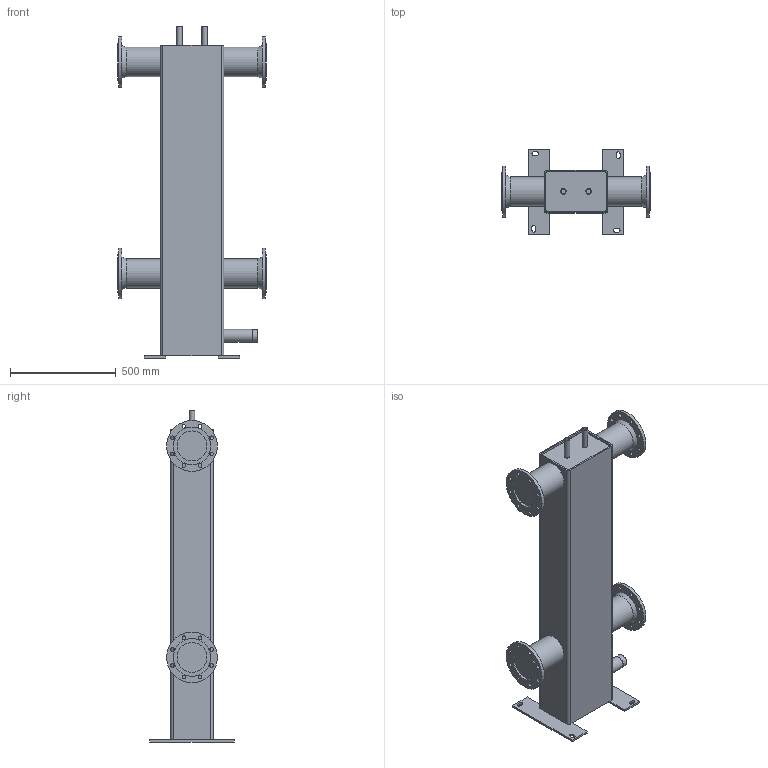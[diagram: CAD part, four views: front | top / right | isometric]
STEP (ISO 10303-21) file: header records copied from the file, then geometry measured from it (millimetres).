
FILE_DESCRIPTION(/* description */ (''),/* implementation_level */ '2;1');
FILE_NAME(/* name */ '3d_7-20-300.stp',/* time_stamp */ '2018-11-15T10:45:08+01:00',/* author */ ('Andrzej'),/* organization */ (''),/* preprocessor_version */ 'ST-DEVELOPER v16.13',/* originating_system */ 'AutoCAD Mechanical',/* authorisation */ '');
FILE_SCHEMA (('AUTOMOTIVE_DESIGN { 1 0 10303 214 3 1 1 }'));
Length unit declared in the file: millimetre
Products named in the file (1): Product
Bounding box: 700 x 400 x 1570 mm (x, y, z)
Volume: 24457820.9 mm3; surface area: 3898655.7 mm2
Topology: 1 solids, 2 shells, 149 faces, 356 edges, 234 vertices
Faces by surface type: cylinder 78, plane 67, cone 4
Full cylindrical faces by diameter (mm): 18 x32, 21.3 x2, 26.5 x2, 59.5 x1, 60.3 x1, 139.7 x4, 141.5 x4, 178 x4, 240 x4
Entity records: 4234 total; most frequent: DIRECTION 756, CARTESIAN_POINT 678, ORIENTED_EDGE 592, AXIS2_PLACEMENT_3D 310, EDGE_LOOP 302, EDGE_CURVE 296, VERTEX_POINT 232, CIRCLE 160
